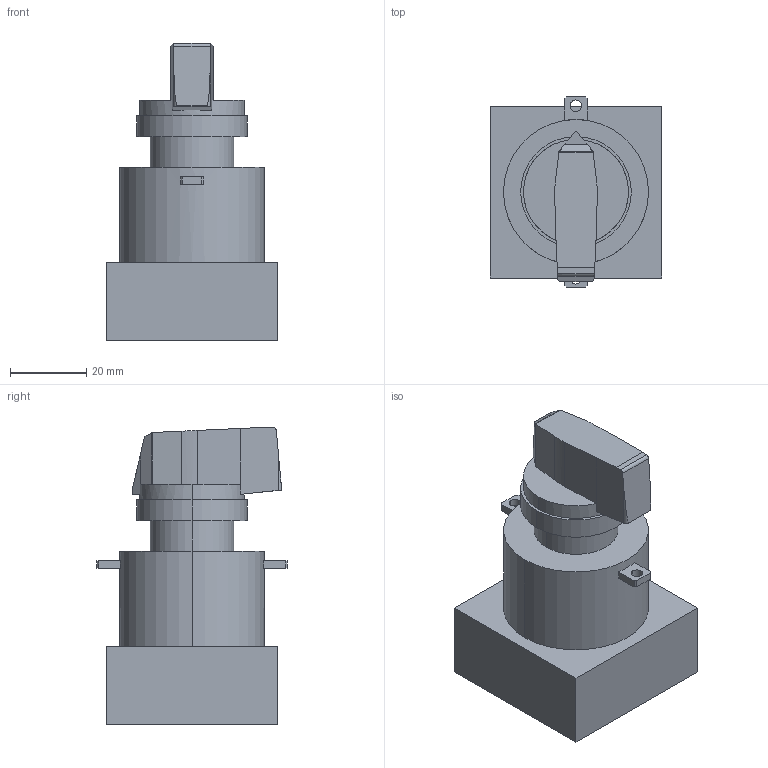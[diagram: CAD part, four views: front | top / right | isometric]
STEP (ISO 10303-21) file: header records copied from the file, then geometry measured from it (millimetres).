
FILE_DESCRIPTION((''),'2;1');
FILE_NAME('3d_GX1691U11.stp','2012-10-02T14:42:02',(''),(''),'Mechanical Desktop 2011','Mechanical Desktop 2011',', , ');
FILE_SCHEMA(('CONFIG_CONTROL_DESIGN'));
Length unit declared in the file: millimetre
Products named in the file (1): Product
Bounding box: 45 x 50 x 78 mm (x, y, z)
Volume: 84454.5 mm3; surface area: 19335.8 mm2
Topology: 5 solids, 5 shells, 78 faces, 330 edges, 398 vertices
Faces by surface type: plane 42, cylinder 21, bspline 15
Entity records: 3276 total; most frequent: CARTESIAN_POINT 746, DIRECTION 522, ORIENTED_EDGE 392, VECTOR 266, LINE 266, EDGE_CURVE 196, TRIMMED_CURVE 134, VERTEX_POINT 130
